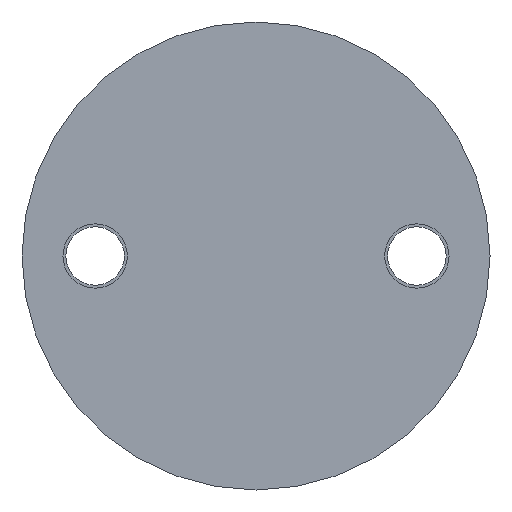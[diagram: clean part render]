
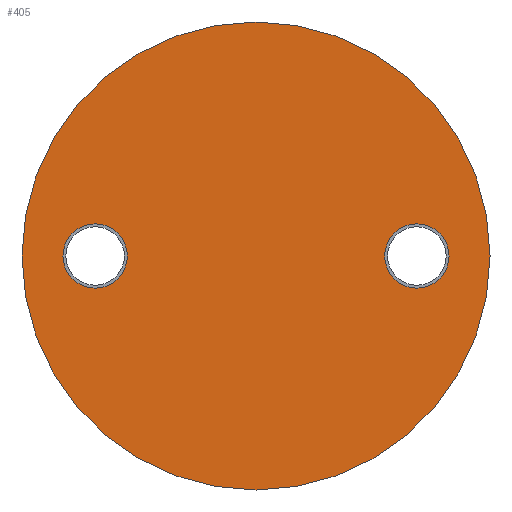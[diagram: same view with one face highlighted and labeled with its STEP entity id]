
A CAD part, front view. The second image highlights one B-rep face of the part: STEP entity #405.
In plain terms, the highlighted planar face has unit normal (0, -1, 0).
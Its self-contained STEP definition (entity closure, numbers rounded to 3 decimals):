
#22 = CIRCLE ( 'NONE', #659, 5.5 ) ;
#26 = CARTESIAN_POINT ( 'NONE',  ( 0., 0., 40. ) ) ;
#42 = DIRECTION ( 'NONE',  ( 0., -1., 0. ) ) ;
#56 = FACE_OUTER_BOUND ( 'NONE', #478, .T. ) ;
#57 = EDGE_CURVE ( 'NONE', #859, #408, #509, .T. ) ;
#89 = AXIS2_PLACEMENT_3D ( 'NONE', #254, #557, #1111 ) ;
#105 = DIRECTION ( 'NONE',  ( 0., -1., 0. ) ) ;
#110 = DIRECTION ( 'NONE',  ( 0., 0., -1. ) ) ;
#114 = AXIS2_PLACEMENT_3D ( 'NONE', #834, #364, #1018 ) ;
#129 = DIRECTION ( 'NONE',  ( 0., 0., 1. ) ) ;
#231 = CARTESIAN_POINT ( 'NONE',  ( -27.5, 0., 0. ) ) ;
#236 = EDGE_LOOP ( 'NONE', ( #747, #1216 ) ) ;
#254 = CARTESIAN_POINT ( 'NONE',  ( 0., 0., 0. ) ) ;
#263 = FACE_BOUND ( 'NONE', #1140, .T. ) ;
#266 = ORIENTED_EDGE ( 'NONE', *, *, #410, .F. ) ;
#322 = AXIS2_PLACEMENT_3D ( 'NONE', #486, #105, #110 ) ;
#364 = DIRECTION ( 'NONE',  ( 0., -1., 0. ) ) ;
#378 = ORIENTED_EDGE ( 'NONE', *, *, #798, .F. ) ;
#380 = CARTESIAN_POINT ( 'NONE',  ( -27.5, 0., -5.5 ) ) ;
#388 = AXIS2_PLACEMENT_3D ( 'NONE', #981, #998, #129 ) ;
#389 = ORIENTED_EDGE ( 'NONE', *, *, #1100, .F. ) ;
#392 = CIRCLE ( 'NONE', #388, 40. ) ;
#405 = ADVANCED_FACE ( 'NONE', ( #564, #263, #56 ), #829, .F. ) ;
#408 = VERTEX_POINT ( 'NONE', #915 ) ;
#410 = EDGE_CURVE ( 'NONE', #869, #521, #883, .T. ) ;
#424 = DIRECTION ( 'NONE',  ( 0., 0., 1. ) ) ;
#468 = DIRECTION ( 'NONE',  ( 0., 0., -1. ) ) ;
#472 = EDGE_CURVE ( 'NONE', #408, #859, #22, .T. ) ;
#478 = EDGE_LOOP ( 'NONE', ( #389, #1115 ) ) ;
#486 = CARTESIAN_POINT ( 'NONE',  ( 27.5, 0., 0. ) ) ;
#509 = CIRCLE ( 'NONE', #322, 5.5 ) ;
#521 = VERTEX_POINT ( 'NONE', #380 ) ;
#535 = EDGE_CURVE ( 'NONE', #739, #578, #548, .T. ) ;
#548 = CIRCLE ( 'NONE', #861, 40. ) ;
#557 = DIRECTION ( 'NONE',  ( 0., 1., 0. ) ) ;
#564 = FACE_BOUND ( 'NONE', #236, .T. ) ;
#578 = VERTEX_POINT ( 'NONE', #1219 ) ;
#619 = CARTESIAN_POINT ( 'NONE',  ( -27.5, 0., 5.5 ) ) ;
#659 = AXIS2_PLACEMENT_3D ( 'NONE', #1029, #746, #468 ) ;
#728 = CIRCLE ( 'NONE', #1176, 5.5 ) ;
#739 = VERTEX_POINT ( 'NONE', #26 ) ;
#746 = DIRECTION ( 'NONE',  ( 0., -1., 0. ) ) ;
#747 = ORIENTED_EDGE ( 'NONE', *, *, #57, .F. ) ;
#751 = DIRECTION ( 'NONE',  ( 0., 0., 1. ) ) ;
#798 = EDGE_CURVE ( 'NONE', #521, #869, #728, .T. ) ;
#829 = PLANE ( 'NONE',  #89 ) ;
#834 = CARTESIAN_POINT ( 'NONE',  ( -27.5, 0., 0. ) ) ;
#859 = VERTEX_POINT ( 'NONE', #1185 ) ;
#861 = AXIS2_PLACEMENT_3D ( 'NONE', #1132, #1031, #751 ) ;
#869 = VERTEX_POINT ( 'NONE', #619 ) ;
#883 = CIRCLE ( 'NONE', #114, 5.5 ) ;
#915 = CARTESIAN_POINT ( 'NONE',  ( 27.5, 0., 5.5 ) ) ;
#981 = CARTESIAN_POINT ( 'NONE',  ( 0., 0., 0. ) ) ;
#998 = DIRECTION ( 'NONE',  ( 0., 1., 0. ) ) ;
#1018 = DIRECTION ( 'NONE',  ( 0., 0., 1. ) ) ;
#1029 = CARTESIAN_POINT ( 'NONE',  ( 27.5, 0., 0. ) ) ;
#1031 = DIRECTION ( 'NONE',  ( 0., 1., 0. ) ) ;
#1100 = EDGE_CURVE ( 'NONE', #578, #739, #392, .T. ) ;
#1111 = DIRECTION ( 'NONE',  ( 0., 0., 1. ) ) ;
#1115 = ORIENTED_EDGE ( 'NONE', *, *, #535, .F. ) ;
#1132 = CARTESIAN_POINT ( 'NONE',  ( 0., 0., 0. ) ) ;
#1140 = EDGE_LOOP ( 'NONE', ( #378, #266 ) ) ;
#1176 = AXIS2_PLACEMENT_3D ( 'NONE', #231, #42, #424 ) ;
#1185 = CARTESIAN_POINT ( 'NONE',  ( 27.5, 0., -5.5 ) ) ;
#1216 = ORIENTED_EDGE ( 'NONE', *, *, #472, .F. ) ;
#1219 = CARTESIAN_POINT ( 'NONE',  ( 0., 0., -40. ) ) ;
